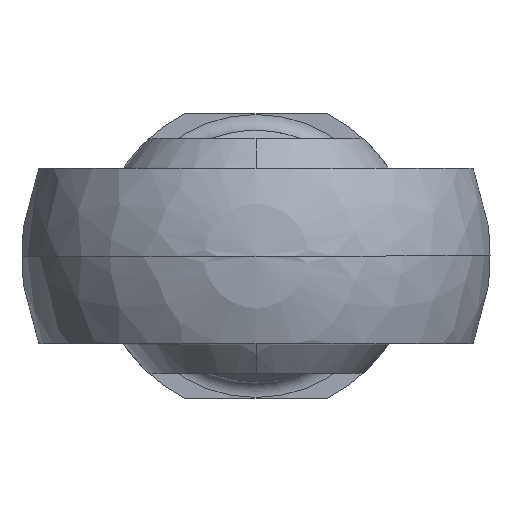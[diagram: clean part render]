
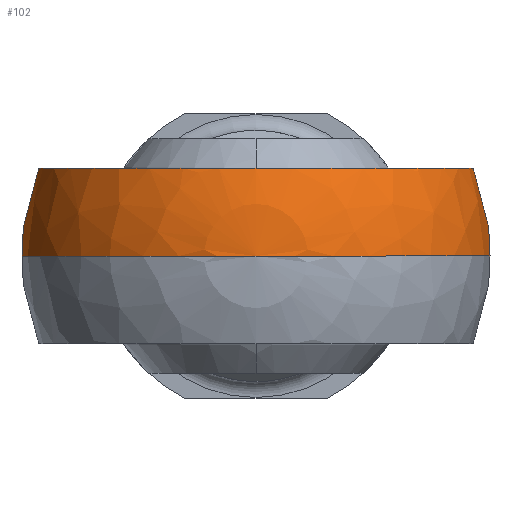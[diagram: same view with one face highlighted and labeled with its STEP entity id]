
A CAD part, left-side view. The second image highlights one B-rep face of the part: STEP entity #102.
In plain terms, the highlighted spherical face has radius 14 mm.
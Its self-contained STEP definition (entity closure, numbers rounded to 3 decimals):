
#102=ADVANCED_FACE('',(#249),#250,.T.);
#249=FACE_OUTER_BOUND('',#450,.T.);
#250=SPHERICAL_SURFACE('',#451,14.0);
#450=EDGE_LOOP('',(#681,#682,#683,#684,#685));
#451=AXIS2_PLACEMENT_3D('',#686,#687,#688);
#681=ORIENTED_EDGE('',*,*,#1151,.F.);
#682=ORIENTED_EDGE('',*,*,#1152,.F.);
#683=ORIENTED_EDGE('',*,*,#1153,.F.);
#684=ORIENTED_EDGE('',*,*,#1154,.T.);
#685=ORIENTED_EDGE('',*,*,#1155,.F.);
#686=CARTESIAN_POINT('',(0.0,0.,0.0));
#687=DIRECTION('',(1.0,0.,-0.0));
#688=DIRECTION('',(0.,1.0,0.0));
#1151=EDGE_CURVE('',#1366,#1367,#1368,.T.);
#1152=EDGE_CURVE('',#1369,#1366,#1370,.T.);
#1153=EDGE_CURVE('',#1371,#1369,#1372,.T.);
#1154=EDGE_CURVE('',#1371,#1373,#1374,.F.);
#1155=EDGE_CURVE('',#1367,#1373,#1375,.T.);
#1366=VERTEX_POINT('',#1650);
#1367=VERTEX_POINT('',#1651);
#1368=CIRCLE('',#1652,14.0);
#1369=VERTEX_POINT('',#1653);
#1370=CIRCLE('',#1654,14.0);
#1371=VERTEX_POINT('',#1655);
#1372=CIRCLE('',#1656,12.637);
#1373=VERTEX_POINT('',#1657);
#1374=CIRCLE('',#1658,12.978);
#1375=CIRCLE('',#1659,12.637);
#1650=CARTESIAN_POINT('',(-14.0,0.,0.0));
#1651=CARTESIAN_POINT('',(6.025,12.637,0.));
#1652=AXIS2_PLACEMENT_3D('',#1979,#1980,#1981);
#1653=CARTESIAN_POINT('',(6.025,-12.637,0.));
#1654=AXIS2_PLACEMENT_3D('',#1982,#1983,#1984);
#1655=CARTESIAN_POINT('',(6.025,-11.495,5.25));
#1656=AXIS2_PLACEMENT_3D('',#1985,#1986,#1987);
#1657=CARTESIAN_POINT('',(6.025,11.495,5.25));
#1658=AXIS2_PLACEMENT_3D('',#1988,#1989,#1990);
#1659=AXIS2_PLACEMENT_3D('',#1991,#1992,#1993);
#1979=CARTESIAN_POINT('',(0.0,0.,0.0));
#1980=DIRECTION('',(0.,0.,-1.0));
#1981=DIRECTION('',(0.0,-1.0,0.));
#1982=CARTESIAN_POINT('',(0.0,0.,0.0));
#1983=DIRECTION('',(0.,0.,-1.0));
#1984=DIRECTION('',(0.0,-1.0,0.));
#1985=CARTESIAN_POINT('',(6.025,0.,0.0));
#1986=DIRECTION('',(1.0,0.,-0.0));
#1987=DIRECTION('',(0.,1.0,0.0));
#1988=CARTESIAN_POINT('',(0.0,0.,5.25));
#1989=DIRECTION('',(0.0,-0.0,1.0));
#1990=DIRECTION('',(1.0,0.0,-0.0));
#1991=CARTESIAN_POINT('',(6.025,0.,0.0));
#1992=DIRECTION('',(1.0,0.,-0.0));
#1993=DIRECTION('',(0.,1.0,0.0));
